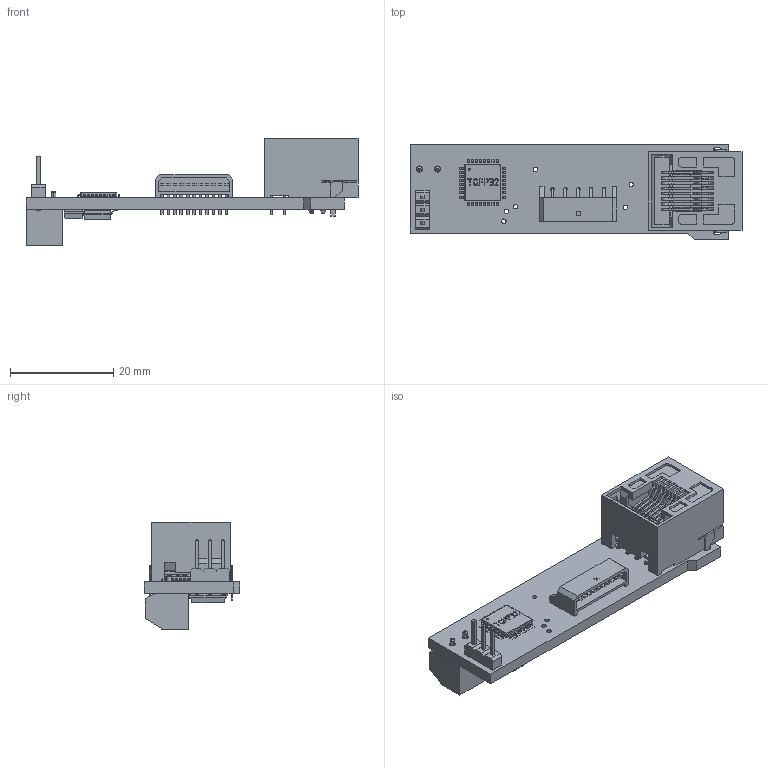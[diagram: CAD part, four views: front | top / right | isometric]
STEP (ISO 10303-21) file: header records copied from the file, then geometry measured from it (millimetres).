
FILE_DESCRIPTION (( 'STEP AP214' ), '1' );
FILE_NAME ('GSDA-RTU-8.STEP', '2019-05-01T15:24:30', ( '' ), ( '' ), 'SwSTEP 2.0', 'SolidWorks 2017', '' );
FILE_SCHEMA (( 'AUTOMOTIVE_DESIGN' ));
Length unit declared in the file: inch
Products named in the file (1): GSDA-RTU-8
Bounding box: 64.22 x 18.41 x 20.79 mm (x, y, z)
Volume: 4442.6 mm3; surface area: 6775.1 mm2
Topology: 8 solids, 8 shells, 1705 faces, 4665 edges, 3048 vertices
Faces by surface type: plane 1259, cylinder 356, bspline 64, cone 22, torus 4
Entity records: 62691 total; most frequent: CARTESIAN_POINT 12331, ORIENTED_EDGE 9330, DIRECTION 8549, EDGE_CURVE 4665, VECTOR 3745, LINE 3745, VERTEX_POINT 3048, AXIS2_PLACEMENT_3D 2402
